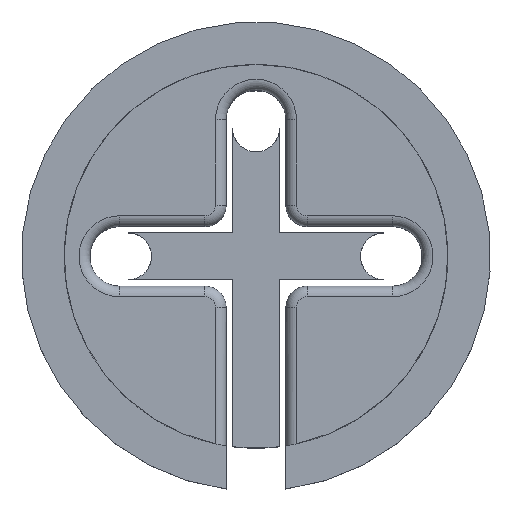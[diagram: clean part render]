
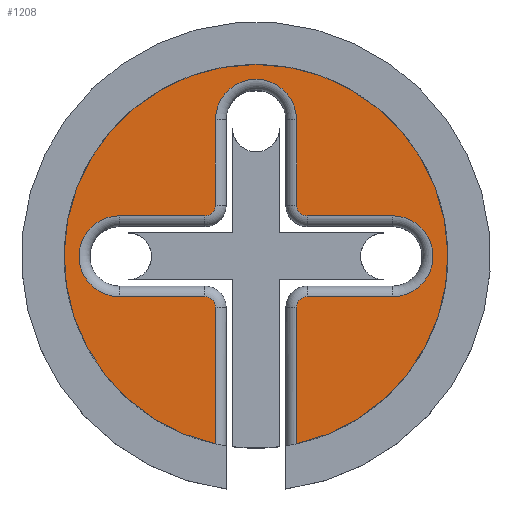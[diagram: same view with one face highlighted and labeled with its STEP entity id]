
A CAD part, top view. The second image highlights one B-rep face of the part: STEP entity #1208.
In plain terms, the highlighted planar face has unit normal (0, 0, 1).
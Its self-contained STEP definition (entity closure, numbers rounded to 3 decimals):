
#772 = VERTEX_POINT('',#773);
#773 = CARTESIAN_POINT('',(1.9,-8.797,7.));
#788 = EDGE_CURVE('',#772,#789,#791,.T.);
#789 = VERTEX_POINT('',#790);
#790 = CARTESIAN_POINT('',(-1.9,-8.797,7.));
#791 = CIRCLE('',#792,9.);
#792 = AXIS2_PLACEMENT_3D('',#793,#794,#795);
#793 = CARTESIAN_POINT('',(0.,0.,7.));
#794 = DIRECTION('',(0.,0.,1.));
#795 = DIRECTION('',(1.,0.,0.));
#897 = VERTEX_POINT('',#898);
#898 = CARTESIAN_POINT('',(1.9,-2.4,7.));
#907 = EDGE_CURVE('',#897,#772,#908,.T.);
#908 = LINE('',#909,#910);
#909 = CARTESIAN_POINT('',(1.9,-2.4,7.));
#910 = VECTOR('',#911,1.);
#911 = DIRECTION('',(-0.,-1.,-0.));
#1190 = VERTEX_POINT('',#1191);
#1191 = CARTESIAN_POINT('',(-1.9,-2.4,7.));
#1198 = EDGE_CURVE('',#789,#1190,#1199,.T.);
#1199 = LINE('',#1200,#1201);
#1200 = CARTESIAN_POINT('',(-1.9,-8.89,7.));
#1201 = VECTOR('',#1202,1.);
#1202 = DIRECTION('',(0.,1.,0.));
#1208 = ADVANCED_FACE('',(#1209),#1323,.T.);
#1209 = FACE_BOUND('',#1210,.T.);
#1210 = EDGE_LOOP('',(#1211,#1212,#1213,#1222,#1230,#1239,#1247,#1256,
    #1264,#1273,#1281,#1290,#1298,#1307,#1315,#1322));
#1211 = ORIENTED_EDGE('',*,*,#788,.T.);
#1212 = ORIENTED_EDGE('',*,*,#1198,.T.);
#1213 = ORIENTED_EDGE('',*,*,#1214,.T.);
#1214 = EDGE_CURVE('',#1190,#1215,#1217,.T.);
#1215 = VERTEX_POINT('',#1216);
#1216 = CARTESIAN_POINT('',(-2.4,-1.9,7.));
#1217 = CIRCLE('',#1218,0.5);
#1218 = AXIS2_PLACEMENT_3D('',#1219,#1220,#1221);
#1219 = CARTESIAN_POINT('',(-2.4,-2.4,7.));
#1220 = DIRECTION('',(0.,0.,1.));
#1221 = DIRECTION('',(1.,0.,0.));
#1222 = ORIENTED_EDGE('',*,*,#1223,.T.);
#1223 = EDGE_CURVE('',#1215,#1224,#1226,.T.);
#1224 = VERTEX_POINT('',#1225);
#1225 = CARTESIAN_POINT('',(-6.4,-1.9,7.));
#1226 = LINE('',#1227,#1228);
#1227 = CARTESIAN_POINT('',(-2.4,-1.9,7.));
#1228 = VECTOR('',#1229,1.);
#1229 = DIRECTION('',(-1.,0.,0.));
#1230 = ORIENTED_EDGE('',*,*,#1231,.T.);
#1231 = EDGE_CURVE('',#1224,#1232,#1234,.T.);
#1232 = VERTEX_POINT('',#1233);
#1233 = CARTESIAN_POINT('',(-6.4,1.9,7.));
#1234 = CIRCLE('',#1235,1.9);
#1235 = AXIS2_PLACEMENT_3D('',#1236,#1237,#1238);
#1236 = CARTESIAN_POINT('',(-6.4,0.,7.));
#1237 = DIRECTION('',(-0.,-0.,-1.));
#1238 = DIRECTION('',(0.,-1.,0.));
#1239 = ORIENTED_EDGE('',*,*,#1240,.T.);
#1240 = EDGE_CURVE('',#1232,#1241,#1243,.T.);
#1241 = VERTEX_POINT('',#1242);
#1242 = CARTESIAN_POINT('',(-2.4,1.9,7.));
#1243 = LINE('',#1244,#1245);
#1244 = CARTESIAN_POINT('',(-6.4,1.9,7.));
#1245 = VECTOR('',#1246,1.);
#1246 = DIRECTION('',(1.,0.,0.));
#1247 = ORIENTED_EDGE('',*,*,#1248,.T.);
#1248 = EDGE_CURVE('',#1241,#1249,#1251,.T.);
#1249 = VERTEX_POINT('',#1250);
#1250 = CARTESIAN_POINT('',(-1.9,2.4,7.));
#1251 = CIRCLE('',#1252,0.5);
#1252 = AXIS2_PLACEMENT_3D('',#1253,#1254,#1255);
#1253 = CARTESIAN_POINT('',(-2.4,2.4,7.));
#1254 = DIRECTION('',(-0.,0.,1.));
#1255 = DIRECTION('',(0.,-1.,0.));
#1256 = ORIENTED_EDGE('',*,*,#1257,.T.);
#1257 = EDGE_CURVE('',#1249,#1258,#1260,.T.);
#1258 = VERTEX_POINT('',#1259);
#1259 = CARTESIAN_POINT('',(-1.9,6.4,7.));
#1260 = LINE('',#1261,#1262);
#1261 = CARTESIAN_POINT('',(-1.9,2.4,7.));
#1262 = VECTOR('',#1263,1.);
#1263 = DIRECTION('',(0.,1.,0.));
#1264 = ORIENTED_EDGE('',*,*,#1265,.T.);
#1265 = EDGE_CURVE('',#1258,#1266,#1268,.T.);
#1266 = VERTEX_POINT('',#1267);
#1267 = CARTESIAN_POINT('',(1.9,6.4,7.));
#1268 = CIRCLE('',#1269,1.9);
#1269 = AXIS2_PLACEMENT_3D('',#1270,#1271,#1272);
#1270 = CARTESIAN_POINT('',(0.,6.4,7.));
#1271 = DIRECTION('',(0.,0.,-1.));
#1272 = DIRECTION('',(-1.,0.,0.));
#1273 = ORIENTED_EDGE('',*,*,#1274,.T.);
#1274 = EDGE_CURVE('',#1266,#1275,#1277,.T.);
#1275 = VERTEX_POINT('',#1276);
#1276 = CARTESIAN_POINT('',(1.9,2.4,7.));
#1277 = LINE('',#1278,#1279);
#1278 = CARTESIAN_POINT('',(1.9,6.4,7.));
#1279 = VECTOR('',#1280,1.);
#1280 = DIRECTION('',(-0.,-1.,-0.));
#1281 = ORIENTED_EDGE('',*,*,#1282,.T.);
#1282 = EDGE_CURVE('',#1275,#1283,#1285,.T.);
#1283 = VERTEX_POINT('',#1284);
#1284 = CARTESIAN_POINT('',(2.4,1.9,7.));
#1285 = CIRCLE('',#1286,0.5);
#1286 = AXIS2_PLACEMENT_3D('',#1287,#1288,#1289);
#1287 = CARTESIAN_POINT('',(2.4,2.4,7.));
#1288 = DIRECTION('',(0.,0.,1.));
#1289 = DIRECTION('',(-1.,0.,0.));
#1290 = ORIENTED_EDGE('',*,*,#1291,.T.);
#1291 = EDGE_CURVE('',#1283,#1292,#1294,.T.);
#1292 = VERTEX_POINT('',#1293);
#1293 = CARTESIAN_POINT('',(6.4,1.9,7.));
#1294 = LINE('',#1295,#1296);
#1295 = CARTESIAN_POINT('',(2.4,1.9,7.));
#1296 = VECTOR('',#1297,1.);
#1297 = DIRECTION('',(1.,0.,0.));
#1298 = ORIENTED_EDGE('',*,*,#1299,.T.);
#1299 = EDGE_CURVE('',#1292,#1300,#1302,.T.);
#1300 = VERTEX_POINT('',#1301);
#1301 = CARTESIAN_POINT('',(6.4,-1.9,7.));
#1302 = CIRCLE('',#1303,1.9);
#1303 = AXIS2_PLACEMENT_3D('',#1304,#1305,#1306);
#1304 = CARTESIAN_POINT('',(6.4,0.,7.));
#1305 = DIRECTION('',(0.,0.,-1.));
#1306 = DIRECTION('',(0.,1.,0.));
#1307 = ORIENTED_EDGE('',*,*,#1308,.T.);
#1308 = EDGE_CURVE('',#1300,#1309,#1311,.T.);
#1309 = VERTEX_POINT('',#1310);
#1310 = CARTESIAN_POINT('',(2.4,-1.9,7.));
#1311 = LINE('',#1312,#1313);
#1312 = CARTESIAN_POINT('',(6.4,-1.9,7.));
#1313 = VECTOR('',#1314,1.);
#1314 = DIRECTION('',(-1.,-0.,-0.));
#1315 = ORIENTED_EDGE('',*,*,#1316,.T.);
#1316 = EDGE_CURVE('',#1309,#897,#1317,.T.);
#1317 = CIRCLE('',#1318,0.5);
#1318 = AXIS2_PLACEMENT_3D('',#1319,#1320,#1321);
#1319 = CARTESIAN_POINT('',(2.4,-2.4,7.));
#1320 = DIRECTION('',(0.,-0.,1.));
#1321 = DIRECTION('',(0.,1.,0.));
#1322 = ORIENTED_EDGE('',*,*,#907,.T.);
#1323 = PLANE('',#1324);
#1324 = AXIS2_PLACEMENT_3D('',#1325,#1326,#1327);
#1325 = CARTESIAN_POINT('',(0.,0.057,7.));
#1326 = DIRECTION('',(0.,0.,1.));
#1327 = DIRECTION('',(1.,0.,0.));
